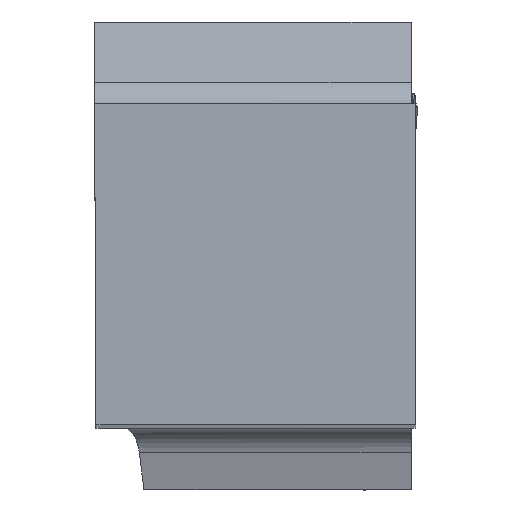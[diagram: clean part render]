
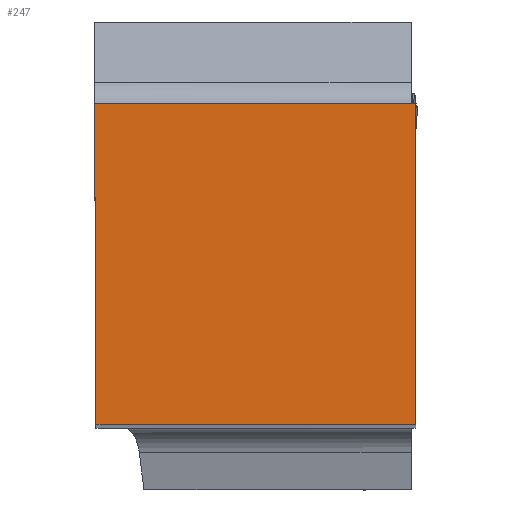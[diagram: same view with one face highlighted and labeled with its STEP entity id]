
A CAD part, top view. The second image highlights one B-rep face of the part: STEP entity #247.
In plain terms, the highlighted planar face has unit normal (0, 0, 1).
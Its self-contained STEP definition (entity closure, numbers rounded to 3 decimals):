
#247=ADVANCED_FACE('CU_BACK_SU1',(#378),#329,.F.);
#329=PLANE('',#1847);
#378=FACE_OUTER_BOUND('',#464,.T.);
#464=EDGE_LOOP('',(#653,#654,#655,#656));
#653=ORIENTED_EDGE('',*,*,#1214,.T.);
#654=ORIENTED_EDGE('',*,*,#1271,.T.);
#655=ORIENTED_EDGE('',*,*,#1272,.T.);
#656=ORIENTED_EDGE('',*,*,#1184,.F.);
#1025=VERTEX_POINT('',#2457);
#1026=VERTEX_POINT('',#2459);
#1047=VERTEX_POINT('',#2516);
#1096=VERTEX_POINT('',#2657);
#1184=EDGE_CURVE('',#1025,#1026,#1425,.T.);
#1214=EDGE_CURVE('',#1025,#1047,#1446,.T.);
#1271=EDGE_CURVE('',#1047,#1096,#1478,.T.);
#1272=EDGE_CURVE('',#1096,#1026,#1479,.T.);
#1425=LINE('',#2458,#1576);
#1446=LINE('',#2517,#1597);
#1478=LINE('',#2656,#1629);
#1479=LINE('',#2658,#1630);
#1576=VECTOR('',#1975,1.);
#1597=VECTOR('',#2028,1.);
#1629=VECTOR('',#2116,1.);
#1630=VECTOR('',#2117,1.);
#1847=AXIS2_PLACEMENT_3D('',#2659,#2118,#2119);
#1975=DIRECTION('',(-0.004,1.,0.));
#2028=DIRECTION('',(1.,0.,0.));
#2116=DIRECTION('',(0.,1.,0.));
#2117=DIRECTION('',(-1.,0.,0.));
#2118=DIRECTION('',(0.,0.,-1.));
#2119=DIRECTION('',(-1.,0.,0.));
#2457=CARTESIAN_POINT('',(0.069,0.,0.));
#2458=CARTESIAN_POINT('',(-0.087,35.606,0.));
#2459=CARTESIAN_POINT('',(0.,15.775,0.));
#2516=CARTESIAN_POINT('',(15.775,0.,0.));
#2517=CARTESIAN_POINT('',(38.674,0.,0.));
#2656=CARTESIAN_POINT('',(15.775,35.775,0.));
#2657=CARTESIAN_POINT('',(15.775,15.775,0.));
#2658=CARTESIAN_POINT('',(38.674,15.775,0.));
#2659=CARTESIAN_POINT('',(38.674,35.775,0.));
